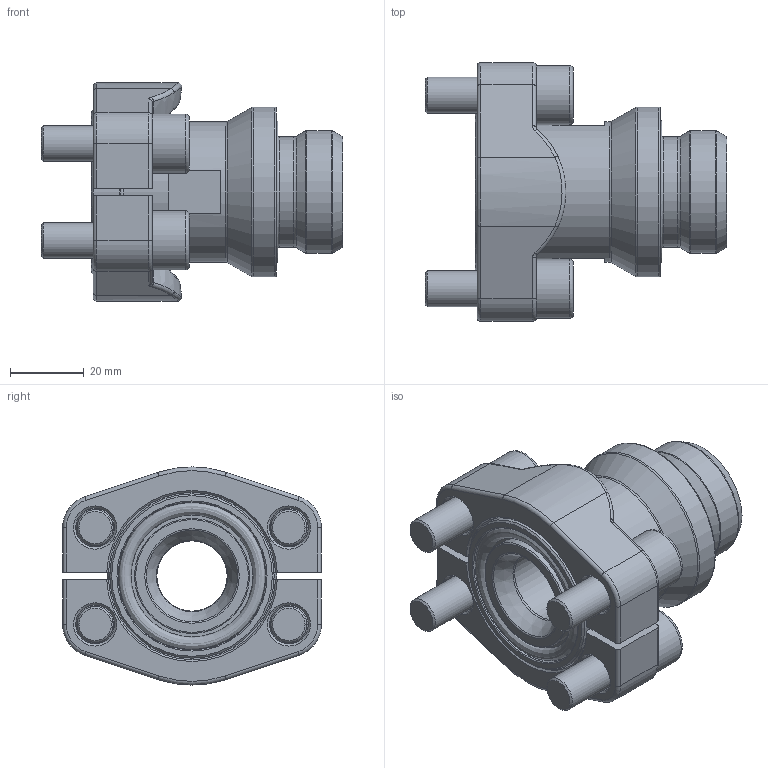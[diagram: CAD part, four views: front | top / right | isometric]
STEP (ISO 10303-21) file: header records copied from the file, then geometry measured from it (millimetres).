
FILE_DESCRIPTION(/* description */ (''),/* implementation_level */ '2;1');
FILE_NAME(/* name */ 'SG25-3-25.stp',/* time_stamp */ '2025-01-29T10:39:39+01:00',/* author */ (''),/* organization */ (''),/* preprocessor_version */ 'ST-DEVELOPER v16',/* originating_system */ 'SIEMENS PLM Software NX 10.0',/* authorisation */ '');
FILE_SCHEMA (('CONFIG_CONTROL_DESIGN'));
Length unit declared in the file: millimetre
Products named in the file (7): X-AFH25-3_einzel; X-O32; X-O34; X-SGA32525; X-M10x30I; X-AFH25-3; SGA025-325
Assembly tree (10 placements, depth 3):
  SGA025-325
    X-M10x30I  x4
    X-SGA32525
    X-AFH25-3
      X-AFH25-3_einzel  x2
    X-O34
    X-O32
Bounding box: 81.5 x 70 x 59 mm (x, y, z)
Volume: 105885.9 mm3; surface area: 41208 mm2
Topology: 11 solids, 11 shells, 262 faces, 555 edges, 319 vertices
Faces by surface type: plane 92, cone 57, cylinder 48, torus 47, bspline 12, revolution 4, sphere 2
Full cylindrical faces by diameter (mm): 9.732 x4, 10.5 x4, 16 x4, 19 x1, 29.8 x1, 31.11 x1, 33.25 x1, 33.755 x1, 37.9 x1, 40 x1, 40.045 x1, 44.45 x1, 45.955 x1
Entity records: 4178 total; most frequent: CARTESIAN_POINT 829, DIRECTION 570, ORIENTED_EDGE 412, AXIS2_PLACEMENT_3D 253, EDGE_CURVE 206, EDGE_LOOP 181, VERTEX_POINT 148, ADVANCED_FACE 126
